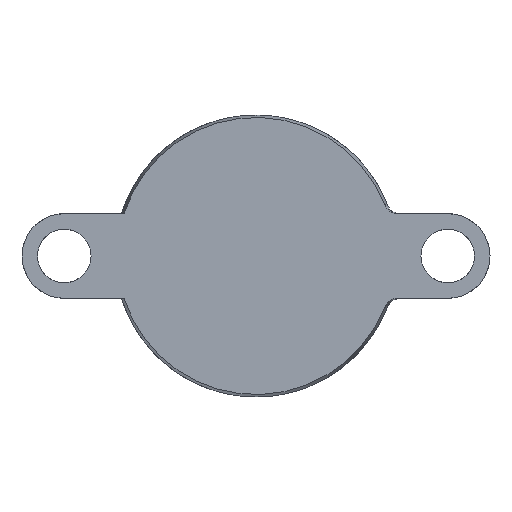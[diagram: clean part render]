
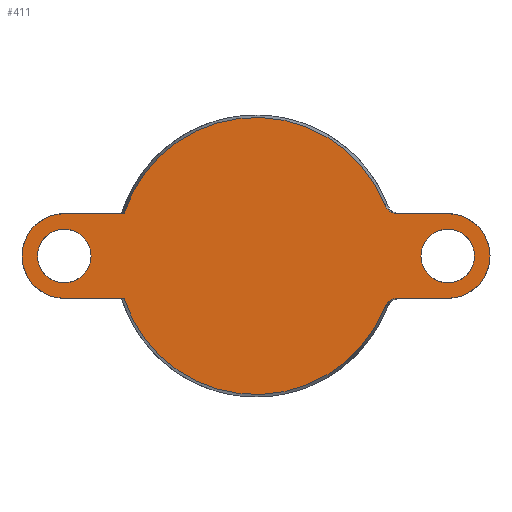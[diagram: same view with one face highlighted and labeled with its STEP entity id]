
A CAD part, front view. The second image highlights one B-rep face of the part: STEP entity #411.
In plain terms, the highlighted planar face has unit normal (0, -1, 0).
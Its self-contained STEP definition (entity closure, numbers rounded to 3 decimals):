
#5 = CARTESIAN_POINT ( 'NONE',  ( 45.66, 0., 18.169 ) ) ;
#22 = VERTEX_POINT ( 'NONE', #133 ) ;
#24 = LINE ( 'NONE', #914, #623 ) ;
#49 = CARTESIAN_POINT ( 'NONE',  ( 46.1, 0., -17.269 ) ) ;
#51 = CARTESIAN_POINT ( 'NONE',  ( 46.58, 0., 16.677 ) ) ;
#52 = ORIENTED_EDGE ( 'NONE', *, *, #185, .T. ) ;
#57 = CARTESIAN_POINT ( 'NONE',  ( 50.366, 0., 15. ) ) ;
#70 = CARTESIAN_POINT ( 'NONE',  ( 50.366, 0., -15. ) ) ;
#73 = CARTESIAN_POINT ( 'NONE',  ( 68., 0., 0. ) ) ;
#77 = CARTESIAN_POINT ( 'NONE',  ( 45.848, 0., -17.699 ) ) ;
#85 = AXIS2_PLACEMENT_3D ( 'NONE', #732, #634, #1132 ) ;
#113 = FACE_BOUND ( 'NONE', #529, .T. ) ;
#133 = CARTESIAN_POINT ( 'NONE',  ( -68., 0., -15. ) ) ;
#134 = ORIENTED_EDGE ( 'NONE', *, *, #295, .F. ) ;
#141 = CARTESIAN_POINT ( 'NONE',  ( -68., 0., 0. ) ) ;
#144 = EDGE_CURVE ( 'NONE', #545, #545, #693, .T. ) ;
#152 = CARTESIAN_POINT ( 'NONE',  ( 48.644, 0., 15.292 ) ) ;
#160 = DIRECTION ( 'NONE',  ( 1., 0., 0. ) ) ;
#167 = CARTESIAN_POINT ( 'NONE',  ( 47.955, 0., 15.598 ) ) ;
#177 = CARTESIAN_POINT ( 'NONE',  ( 47.952, 0., -15.6 ) ) ;
#179 = CARTESIAN_POINT ( 'NONE',  ( -68., 0., 15. ) ) ;
#185 = EDGE_CURVE ( 'NONE', #284, #382, #531, .T. ) ;
#187 = EDGE_CURVE ( 'NONE', #22, #764, #265, .T. ) ;
#211 = AXIS2_PLACEMENT_3D ( 'NONE', #141, #726, #522 ) ;
#230 = DIRECTION ( 'NONE',  ( -1., 0., 0. ) ) ;
#239 = EDGE_CURVE ( 'NONE', #320, #932, #1197, .T. ) ;
#247 = CARTESIAN_POINT ( 'NONE',  ( 46.751, 0., 16.495 ) ) ;
#263 = CARTESIAN_POINT ( 'NONE',  ( 49.862, 0., -15.019 ) ) ;
#265 = LINE ( 'NONE', #1241, #670 ) ;
#273 = CARTESIAN_POINT ( 'NONE',  ( 45.66, 0., -18.169 ) ) ;
#278 = CARTESIAN_POINT ( 'NONE',  ( -46.797, 0., 15. ) ) ;
#284 = VERTEX_POINT ( 'NONE', #1287 ) ;
#285 = CARTESIAN_POINT ( 'NONE',  ( 15., 0., 15. ) ) ;
#286 = EDGE_LOOP ( 'NONE', ( #697, #52, #852, #858, #312, #1152, #891, #392, #292, #327 ) ) ;
#290 = VERTEX_POINT ( 'NONE', #768 ) ;
#292 = ORIENTED_EDGE ( 'NONE', *, *, #876, .F. ) ;
#295 = EDGE_CURVE ( 'NONE', #747, #747, #362, .T. ) ;
#303 = CARTESIAN_POINT ( 'NONE',  ( -46.797, 0., -15. ) ) ;
#312 = ORIENTED_EDGE ( 'NONE', *, *, #780, .T. ) ;
#320 = VERTEX_POINT ( 'NONE', #595 ) ;
#327 = ORIENTED_EDGE ( 'NONE', *, *, #239, .F. ) ;
#340 = CARTESIAN_POINT ( 'NONE',  ( 48.407, 0., 15.384 ) ) ;
#346 = DIRECTION ( 'NONE',  ( 0., 0., 1. ) ) ;
#359 = CARTESIAN_POINT ( 'NONE',  ( 45.66, 0., 18.169 ) ) ;
#362 = CIRCLE ( 'NONE', #1112, 9.5 ) ;
#382 = VERTEX_POINT ( 'NONE', #5 ) ;
#391 = EDGE_CURVE ( 'NONE', #382, #1110, #1259, .T. ) ;
#392 = ORIENTED_EDGE ( 'NONE', *, *, #1280, .T. ) ;
#409 = FACE_OUTER_BOUND ( 'NONE', #286, .T. ) ;
#411 = ADVANCED_FACE ( 'NONE', ( #409, #723, #113 ), #1098, .F. ) ;
#445 = AXIS2_PLACEMENT_3D ( 'NONE', #616, #1114, #1213 ) ;
#457 = CARTESIAN_POINT ( 'NONE',  ( 50.366, 0., -15. ) ) ;
#471 = CARTESIAN_POINT ( 'NONE',  ( 47.118, 0., -16.16 ) ) ;
#477 = CARTESIAN_POINT ( 'NONE',  ( 46.575, 0., -16.681 ) ) ;
#491 = CARTESIAN_POINT ( 'NONE',  ( -68., 0., 0. ) ) ;
#519 = DIRECTION ( 'NONE',  ( 0., -1., 0. ) ) ;
#522 = DIRECTION ( 'NONE',  ( 0., 0., -1. ) ) ;
#529 = EDGE_LOOP ( 'NONE', ( #134 ) ) ;
#531 = B_SPLINE_CURVE_WITH_KNOTS ( 'NONE', 3,
 ( #57, #958, #1055, #152, #340, #167, #738, #945, #1137, #247, #51, #542, #845, #359 ),
 .UNSPECIFIED., .F., .F.,
 ( 4, 2, 2, 2, 2, 2, 4 ),
 ( 0., 0.001, 0.002, 0.003, 0.004, 0.004, 0.006 ),
 .UNSPECIFIED. ) ;
#542 = CARTESIAN_POINT ( 'NONE',  ( 46.108, 0., 17.258 ) ) ;
#543 = VERTEX_POINT ( 'NONE', #457 ) ;
#545 = VERTEX_POINT ( 'NONE', #948 ) ;
#558 = CARTESIAN_POINT ( 'NONE',  ( 48.637, 0., -15.295 ) ) ;
#582 = ORIENTED_EDGE ( 'NONE', *, *, #144, .T. ) ;
#595 = CARTESIAN_POINT ( 'NONE',  ( 68., 0., 15. ) ) ;
#616 = CARTESIAN_POINT ( 'NONE',  ( -49.143, 0., 0. ) ) ;
#619 = DIRECTION ( 'NONE',  ( -1., 0., 0. ) ) ;
#623 = VECTOR ( 'NONE', #230, 1000. ) ;
#626 = VERTEX_POINT ( 'NONE', #179 ) ;
#634 = DIRECTION ( 'NONE',  ( 0., -1., 0. ) ) ;
#639 = CARTESIAN_POINT ( 'NONE',  ( 68., 0., -15. ) ) ;
#670 = VECTOR ( 'NONE', #160, 1000. ) ;
#693 = CIRCLE ( 'NONE', #797, 9.5 ) ;
#697 = ORIENTED_EDGE ( 'NONE', *, *, #1049, .F. ) ;
#699 = EDGE_LOOP ( 'NONE', ( #582 ) ) ;
#723 = FACE_BOUND ( 'NONE', #699, .T. ) ;
#726 = DIRECTION ( 'NONE',  ( 0., -1., 0. ) ) ;
#732 = CARTESIAN_POINT ( 'NONE',  ( 0., 0., 0. ) ) ;
#738 = CARTESIAN_POINT ( 'NONE',  ( 47.738, 0., 15.721 ) ) ;
#747 = VERTEX_POINT ( 'NONE', #1148 ) ;
#760 = CARTESIAN_POINT ( 'NONE',  ( 48.405, 0., -15.385 ) ) ;
#764 = VERTEX_POINT ( 'NONE', #303 ) ;
#768 = CARTESIAN_POINT ( 'NONE',  ( 45.66, 0., -18.169 ) ) ;
#780 = EDGE_CURVE ( 'NONE', #626, #22, #1189, .T. ) ;
#792 = B_SPLINE_CURVE_WITH_KNOTS ( 'NONE', 3,
 ( #273, #77, #49, #477, #1044, #471, #1072, #1270, #177, #760, #558, #872, #967, #263, #974, #70 ),
 .UNSPECIFIED., .F., .F.,
 ( 4, 2, 2, 2, 2, 2, 2, 4 ),
 ( 0., 0.001, 0.002, 0.003, 0.004, 0.004, 0.005, 0.006 ),
 .UNSPECIFIED. ) ;
#794 = EDGE_CURVE ( 'NONE', #764, #290, #812, .T. ) ;
#797 = AXIS2_PLACEMENT_3D ( 'NONE', #1040, #1235, #346 ) ;
#812 = CIRCLE ( 'NONE', #85, 49.143 ) ;
#815 = CARTESIAN_POINT ( 'NONE',  ( 0., 0., 0. ) ) ;
#825 = DIRECTION ( 'NONE',  ( 0., 0., -1. ) ) ;
#845 = CARTESIAN_POINT ( 'NONE',  ( 45.848, 0., 17.699 ) ) ;
#852 = ORIENTED_EDGE ( 'NONE', *, *, #391, .T. ) ;
#858 = ORIENTED_EDGE ( 'NONE', *, *, #1225, .T. ) ;
#872 = CARTESIAN_POINT ( 'NONE',  ( 49.116, 0., -15.149 ) ) ;
#876 = EDGE_CURVE ( 'NONE', #932, #543, #1226, .T. ) ;
#882 = DIRECTION ( 'NONE',  ( 0., 1., 0. ) ) ;
#891 = ORIENTED_EDGE ( 'NONE', *, *, #794, .T. ) ;
#913 = CARTESIAN_POINT ( 'NONE',  ( 15., 0., -15. ) ) ;
#914 = CARTESIAN_POINT ( 'NONE',  ( -15., 0., 15. ) ) ;
#932 = VERTEX_POINT ( 'NONE', #639 ) ;
#945 = CARTESIAN_POINT ( 'NONE',  ( 47.322, 0., 16. ) ) ;
#948 = CARTESIAN_POINT ( 'NONE',  ( 68., 0., 9.5 ) ) ;
#958 = CARTESIAN_POINT ( 'NONE',  ( 49.86, 0., 15. ) ) ;
#967 = CARTESIAN_POINT ( 'NONE',  ( 49.363, 0., -15.093 ) ) ;
#974 = CARTESIAN_POINT ( 'NONE',  ( 50.113, 0., -15. ) ) ;
#984 = VECTOR ( 'NONE', #986, 1000. ) ;
#986 = DIRECTION ( 'NONE',  ( 1., 0., 0. ) ) ;
#1040 = CARTESIAN_POINT ( 'NONE',  ( 68., 0., 0. ) ) ;
#1044 = CARTESIAN_POINT ( 'NONE',  ( 46.749, 0., -16.497 ) ) ;
#1049 = EDGE_CURVE ( 'NONE', #284, #320, #1275, .T. ) ;
#1055 = CARTESIAN_POINT ( 'NONE',  ( 49.366, 0., 15.074 ) ) ;
#1072 = CARTESIAN_POINT ( 'NONE',  ( 47.314, 0., -16.005 ) ) ;
#1075 = DIRECTION ( 'NONE',  ( 0., 0., -1. ) ) ;
#1089 = VECTOR ( 'NONE', #619, 1000. ) ;
#1094 = DIRECTION ( 'NONE',  ( 0., -1., 0. ) ) ;
#1098 = PLANE ( 'NONE',  #445 ) ;
#1110 = VERTEX_POINT ( 'NONE', #278 ) ;
#1112 = AXIS2_PLACEMENT_3D ( 'NONE', #491, #1094, #1178 ) ;
#1114 = DIRECTION ( 'NONE',  ( 0., 1., 0. ) ) ;
#1132 = DIRECTION ( 'NONE',  ( 0., 0., -1. ) ) ;
#1133 = AXIS2_PLACEMENT_3D ( 'NONE', #815, #519, #825 ) ;
#1137 = CARTESIAN_POINT ( 'NONE',  ( 47.122, 0., 16.157 ) ) ;
#1148 = CARTESIAN_POINT ( 'NONE',  ( -68., 0., 9.5 ) ) ;
#1152 = ORIENTED_EDGE ( 'NONE', *, *, #187, .T. ) ;
#1157 = AXIS2_PLACEMENT_3D ( 'NONE', #73, #882, #1075 ) ;
#1178 = DIRECTION ( 'NONE',  ( 0., 0., 1. ) ) ;
#1189 = CIRCLE ( 'NONE', #211, 15. ) ;
#1197 = CIRCLE ( 'NONE', #1157, 15. ) ;
#1213 = DIRECTION ( 'NONE',  ( 0., 0., 1. ) ) ;
#1225 = EDGE_CURVE ( 'NONE', #1110, #626, #24, .T. ) ;
#1226 = LINE ( 'NONE', #913, #1089 ) ;
#1235 = DIRECTION ( 'NONE',  ( 0., 1., 0. ) ) ;
#1241 = CARTESIAN_POINT ( 'NONE',  ( -15., 0., -15. ) ) ;
#1259 = CIRCLE ( 'NONE', #1133, 49.143 ) ;
#1270 = CARTESIAN_POINT ( 'NONE',  ( 47.73, 0., -15.726 ) ) ;
#1275 = LINE ( 'NONE', #285, #984 ) ;
#1280 = EDGE_CURVE ( 'NONE', #290, #543, #792, .T. ) ;
#1287 = CARTESIAN_POINT ( 'NONE',  ( 50.366, 0., 15. ) ) ;
